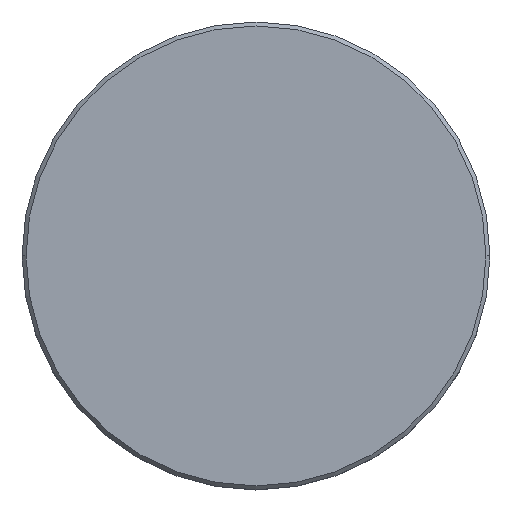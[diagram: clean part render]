
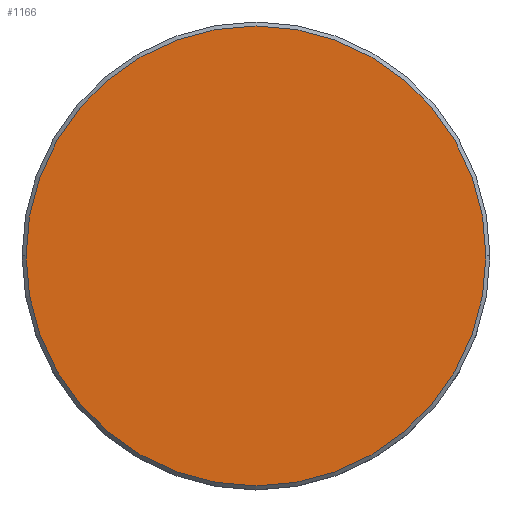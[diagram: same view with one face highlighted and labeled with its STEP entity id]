
A CAD part, top view. The second image highlights one B-rep face of the part: STEP entity #1166.
In plain terms, the highlighted planar face has unit normal (0, 0, 1).
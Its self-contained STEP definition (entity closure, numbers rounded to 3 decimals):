
#15 = DIRECTION ( 'NONE',  ( 1., 0., 0. ) ) ;
#236 = CIRCLE ( 'NONE', #349, 29. ) ;
#248 = EDGE_LOOP ( 'NONE', ( #485, #612 ) ) ;
#349 = AXIS2_PLACEMENT_3D ( 'NONE', #491, #503, #880 ) ;
#382 = PLANE ( 'NONE',  #945 ) ;
#485 = ORIENTED_EDGE ( 'NONE', *, *, #529, .T. ) ;
#491 = CARTESIAN_POINT ( 'NONE',  ( 0., 0., 0. ) ) ;
#503 = DIRECTION ( 'NONE',  ( 0., 0., 1. ) ) ;
#529 = EDGE_CURVE ( 'NONE', #713, #972, #236, .T. ) ;
#612 = ORIENTED_EDGE ( 'NONE', *, *, #781, .T. ) ;
#690 = AXIS2_PLACEMENT_3D ( 'NONE', #934, #723, #917 ) ;
#713 = VERTEX_POINT ( 'NONE', #1070 ) ;
#723 = DIRECTION ( 'NONE',  ( 0., 0., 1. ) ) ;
#742 = DIRECTION ( 'NONE',  ( 0., 0., 1. ) ) ;
#781 = EDGE_CURVE ( 'NONE', #972, #713, #1155, .T. ) ;
#860 = CARTESIAN_POINT ( 'NONE',  ( 29., 0., 0. ) ) ;
#880 = DIRECTION ( 'NONE',  ( 1., 0., 0. ) ) ;
#917 = DIRECTION ( 'NONE',  ( 1., 0., 0. ) ) ;
#934 = CARTESIAN_POINT ( 'NONE',  ( 0., 0., 0. ) ) ;
#945 = AXIS2_PLACEMENT_3D ( 'NONE', #1106, #742, #15 ) ;
#972 = VERTEX_POINT ( 'NONE', #860 ) ;
#1070 = CARTESIAN_POINT ( 'NONE',  ( -29., 0., 0. ) ) ;
#1106 = CARTESIAN_POINT ( 'NONE',  ( 0., 0., 0. ) ) ;
#1126 = FACE_OUTER_BOUND ( 'NONE', #248, .T. ) ;
#1155 = CIRCLE ( 'NONE', #690, 29. ) ;
#1166 = ADVANCED_FACE ( 'NONE', ( #1126 ), #382, .T. ) ;
